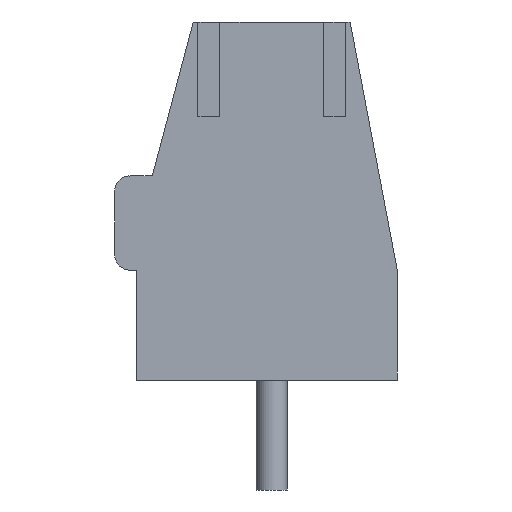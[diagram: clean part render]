
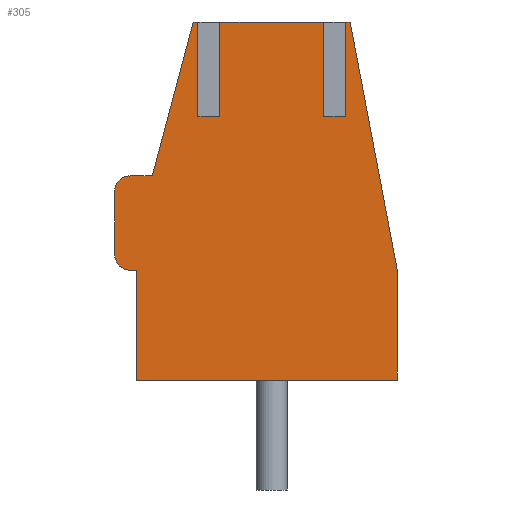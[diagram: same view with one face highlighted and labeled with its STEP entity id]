
A CAD part, front view. The second image highlights one B-rep face of the part: STEP entity #305.
In plain terms, the highlighted planar face has unit normal (0, -1, 0).
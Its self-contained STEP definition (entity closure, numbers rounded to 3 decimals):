
#13=DIRECTION('',(0.,0.,1.));
#14=DIRECTION('',(1.,0.,0.));
#60=VERTEX_POINT('',#61);
#61=CARTESIAN_POINT('',(4.,-12.5,0.));
#64=DIRECTION('',(0.,-1.,0.));
#65=ORIENTED_EDGE('',*,*,#66,.T.);
#66=EDGE_CURVE('',#60,#67,#69,.T.);
#67=VERTEX_POINT('',#68);
#68=CARTESIAN_POINT('',(4.,-12.5,3.5));
#69=LINE('',#61,#70);
#70=VECTOR('',#13,1.);
#81=DIRECTION('',(-1.,0.,0.));
#90=VECTOR('',#14,1.);
#102=VECTOR('',#81,1.);
#220=VERTEX_POINT('',#221);
#221=CARTESIAN_POINT('',(-4.3,-12.5,0.));
#222=ORIENTED_EDGE('',*,*,#223,.T.);
#223=EDGE_CURVE('',#220,#60,#224,.T.);
#224=LINE('',#221,#90);
#232=ORIENTED_EDGE('',*,*,#233,.T.);
#233=EDGE_CURVE('',#67,#234,#236,.T.);
#234=VERTEX_POINT('',#235);
#235=CARTESIAN_POINT('',(2.5,-12.5,11.4));
#236=LINE('',#68,#237);
#237=VECTOR('',#238,1.);
#238=DIRECTION('',(-0.187,0.,0.982));
#265=VECTOR('',#266,1.);
#266=DIRECTION('',(-0.256,0.,-0.967));
#284=VECTOR('',#285,1.);
#285=DIRECTION('',(0.,0.,-1.));
#305=ADVANCED_FACE('',(#306),#394,.T.);
#306=FACE_BOUND('',#307,.T.);
#307=EDGE_LOOP('',(#308,#222,#65,#232,#313,#318,#324,#330,#336,#340,#346,#352,#358,#362,#367,#372,#379,#384,#391));
#308=ORIENTED_EDGE('',*,*,#309,.T.);
#309=EDGE_CURVE('',#310,#220,#312,.T.);
#310=VERTEX_POINT('',#311);
#311=CARTESIAN_POINT('',(-4.3,-12.5,3.5));
#312=LINE('',#311,#284);
#313=ORIENTED_EDGE('',*,*,#314,.T.);
#314=EDGE_CURVE('',#234,#315,#317,.T.);
#315=VERTEX_POINT('',#316);
#316=CARTESIAN_POINT('',(2.35,-12.5,11.4));
#317=LINE('',#235,#102);
#318=ORIENTED_EDGE('',*,*,#319,.F.);
#319=EDGE_CURVE('',#320,#315,#322,.T.);
#320=VERTEX_POINT('',#321);
#321=CARTESIAN_POINT('',(2.35,-12.5,8.4));
#322=LINE('',#323,#70);
#323=CARTESIAN_POINT('',(2.35,-12.5,6.809));
#324=ORIENTED_EDGE('',*,*,#325,.T.);
#325=EDGE_CURVE('',#320,#326,#328,.T.);
#326=VERTEX_POINT('',#327);
#327=CARTESIAN_POINT('',(1.65,-12.5,8.4));
#328=LINE('',#329,#102);
#329=CARTESIAN_POINT('',(0.648,-12.5,8.4));
#330=ORIENTED_EDGE('',*,*,#331,.T.);
#331=EDGE_CURVE('',#326,#332,#334,.T.);
#332=VERTEX_POINT('',#333);
#333=CARTESIAN_POINT('',(1.65,-12.5,11.4));
#334=LINE('',#335,#70);
#335=CARTESIAN_POINT('',(1.65,-12.5,6.809));
#336=ORIENTED_EDGE('',*,*,#337,.T.);
#337=EDGE_CURVE('',#332,#338,#317,.T.);
#338=VERTEX_POINT('',#339);
#339=CARTESIAN_POINT('',(-1.65,-12.5,11.4));
#340=ORIENTED_EDGE('',*,*,#341,.F.);
#341=EDGE_CURVE('',#342,#338,#344,.T.);
#342=VERTEX_POINT('',#343);
#343=CARTESIAN_POINT('',(-1.65,-12.5,8.4));
#344=LINE('',#345,#70);
#345=CARTESIAN_POINT('',(-1.65,-12.5,6.809));
#346=ORIENTED_EDGE('',*,*,#347,.T.);
#347=EDGE_CURVE('',#342,#348,#350,.T.);
#348=VERTEX_POINT('',#349);
#349=CARTESIAN_POINT('',(-2.35,-12.5,8.4));
#350=LINE('',#351,#102);
#351=CARTESIAN_POINT('',(-1.352,-12.5,8.4));
#352=ORIENTED_EDGE('',*,*,#353,.T.);
#353=EDGE_CURVE('',#348,#354,#356,.T.);
#354=VERTEX_POINT('',#355);
#355=CARTESIAN_POINT('',(-2.35,-12.5,11.4));
#356=LINE('',#357,#70);
#357=CARTESIAN_POINT('',(-2.35,-12.5,6.809));
#358=ORIENTED_EDGE('',*,*,#359,.T.);
#359=EDGE_CURVE('',#354,#360,#317,.T.);
#360=VERTEX_POINT('',#361);
#361=CARTESIAN_POINT('',(-2.5,-12.5,11.4));
#362=ORIENTED_EDGE('',*,*,#363,.T.);
#363=EDGE_CURVE('',#360,#364,#366,.T.);
#364=VERTEX_POINT('',#365);
#365=CARTESIAN_POINT('',(-3.8,-12.5,6.5));
#366=LINE('',#361,#265);
#367=ORIENTED_EDGE('',*,*,#368,.T.);
#368=EDGE_CURVE('',#364,#369,#371,.T.);
#369=VERTEX_POINT('',#370);
#370=CARTESIAN_POINT('',(-4.5,-12.5,6.5));
#371=LINE('',#365,#102);
#372=ORIENTED_EDGE('',*,*,#373,.T.);
#373=EDGE_CURVE('',#369,#374,#376,.T.);
#374=VERTEX_POINT('',#375);
#375=CARTESIAN_POINT('',(-5.,-12.5,6.));
#376=ELLIPSE('',#377,0.5,0.5);
#377=AXIS2_PLACEMENT_3D('',#378,#64,#14);
#378=CARTESIAN_POINT('',(-4.5,-12.5,6.));
#379=ORIENTED_EDGE('',*,*,#380,.T.);
#380=EDGE_CURVE('',#374,#381,#383,.T.);
#381=VERTEX_POINT('',#382);
#382=CARTESIAN_POINT('',(-5.,-12.5,4.));
#383=LINE('',#375,#284);
#384=ORIENTED_EDGE('',*,*,#385,.T.);
#385=EDGE_CURVE('',#381,#386,#388,.T.);
#386=VERTEX_POINT('',#387);
#387=CARTESIAN_POINT('',(-4.5,-12.5,3.5));
#388=ELLIPSE('',#389,0.5,0.5);
#389=AXIS2_PLACEMENT_3D('',#390,#64,#14);
#390=CARTESIAN_POINT('',(-4.5,-12.5,4.));
#391=ORIENTED_EDGE('',*,*,#392,.T.);
#392=EDGE_CURVE('',#386,#310,#393,.T.);
#393=LINE('',#387,#90);
#394=PLANE('',#395);
#395=AXIS2_PLACEMENT_3D('',#396,#64,#285);
#396=CARTESIAN_POINT('',(-0.354,-12.5,5.217));
